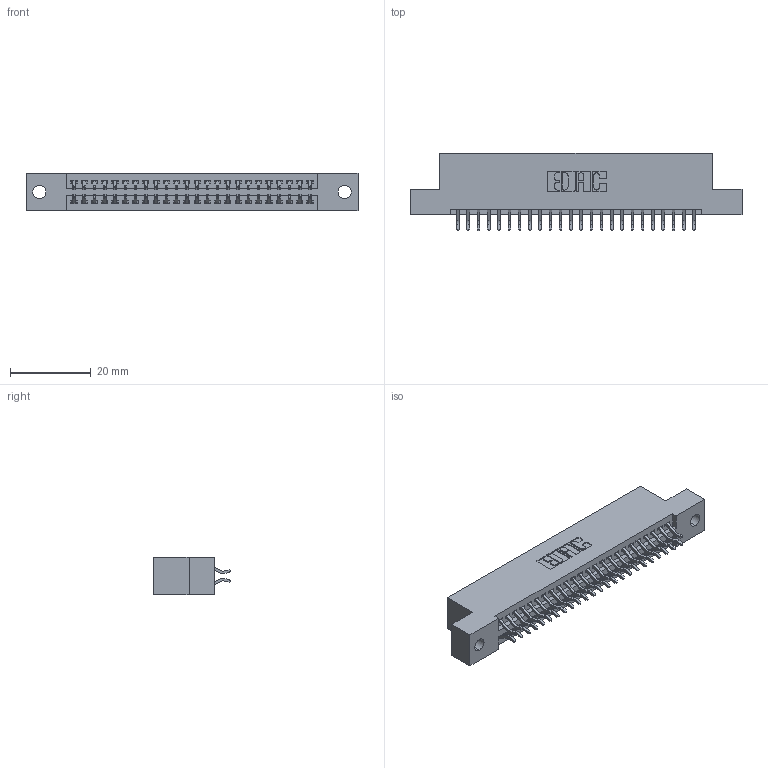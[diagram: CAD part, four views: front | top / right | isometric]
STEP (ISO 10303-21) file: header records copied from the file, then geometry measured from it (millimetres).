
FILE_DESCRIPTION (( 'STEP AP203' ), '1' );
FILE_NAME ('395-048-556-202.STEP', '2018-11-19T22:28:15', ( '' ), ( '' ), 'SwSTEP 2.0', 'SolidWorks 2016', '' );
FILE_SCHEMA (( 'CONFIG_CONTROL_DESIGN' ));
Length unit declared in the file: inch
Products named in the file (3): 345-292-001_556 Tail; 395-048-556-202; 345 Part_Flush Mounting Lugs - 0.128 Dia
Assembly tree (49 placements, depth 2):
  395-048-556-202
    345 Part_Flush Mounting Lugs - 0.128 Dia
    345-292-001_556 Tail  x48
Bounding box: 82.17 x 19.24 x 9.4 mm (x, y, z)
Volume: 7776.3 mm3; surface area: 10831.3 mm2
Topology: 49 solids, 49 shells, 2814 faces, 8357 edges, 5506 vertices
Faces by surface type: plane 1856, cylinder 958
Entity records: 21477 total; most frequent: CARTESIAN_POINT 3632, ORIENTED_EDGE 3554, DIRECTION 3213, EDGE_CURVE 1777, LINE 1541, VECTOR 1541, VERTEX_POINT 1182, AXIS2_PLACEMENT_3D 836
